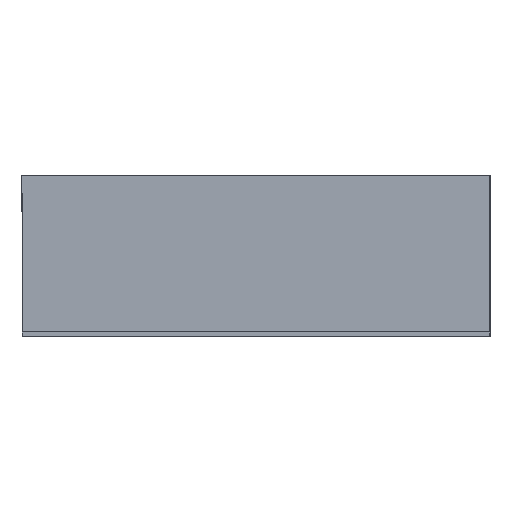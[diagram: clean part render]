
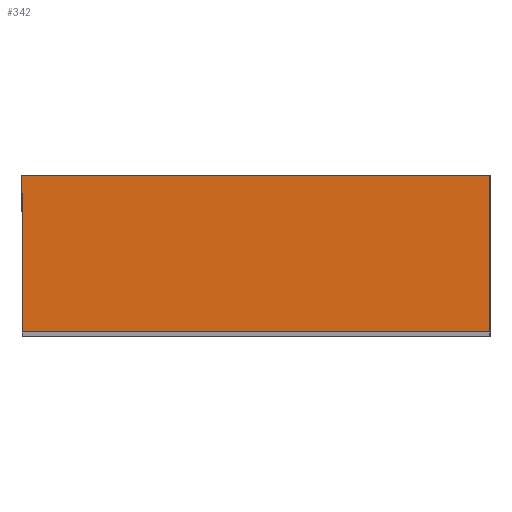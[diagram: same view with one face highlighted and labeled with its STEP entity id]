
A CAD part, front view. The second image highlights one B-rep face of the part: STEP entity #342.
In plain terms, the highlighted face is planar.
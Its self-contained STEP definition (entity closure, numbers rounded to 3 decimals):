
#41 = VERTEX_POINT ( 'NONE', #570 ) ;
#45 = CARTESIAN_POINT ( 'NONE',  ( 3., -94., 290. ) ) ;
#69 = VECTOR ( 'NONE', #401, 1000. ) ;
#71 = CARTESIAN_POINT ( 'NONE',  ( 3., 100., 290. ) ) ;
#77 = EDGE_CURVE ( 'NONE', #796, #1084, #668, .T. ) ;
#127 = VECTOR ( 'NONE', #420, 1000. ) ;
#136 = CARTESIAN_POINT ( 'NONE',  ( 3., 100., -290. ) ) ;
#137 = VERTEX_POINT ( 'NONE', #380 ) ;
#147 = CARTESIAN_POINT ( 'NONE',  ( 3., 100., 290. ) ) ;
#224 = ORIENTED_EDGE ( 'NONE', *, *, #1001, .T. ) ;
#249 = DIRECTION ( 'NONE',  ( 0., -1., 0. ) ) ;
#302 = VECTOR ( 'NONE', #824, 1000. ) ;
#342 = ADVANCED_FACE ( 'NONE', ( #573 ), #816, .T. ) ;
#380 = CARTESIAN_POINT ( 'NONE',  ( 3., -94., -290. ) ) ;
#401 = DIRECTION ( 'NONE',  ( 0., 0., 1. ) ) ;
#407 = ORIENTED_EDGE ( 'NONE', *, *, #1100, .F. ) ;
#420 = DIRECTION ( 'NONE',  ( 0., -1., 0. ) ) ;
#468 = AXIS2_PLACEMENT_3D ( 'NONE', #911, #471, #979 ) ;
#471 = DIRECTION ( 'NONE',  ( 1., 0., 0. ) ) ;
#570 = CARTESIAN_POINT ( 'NONE',  ( 3., -94., 290. ) ) ;
#573 = FACE_OUTER_BOUND ( 'NONE', #1009, .T. ) ;
#577 = LINE ( 'NONE', #662, #609 ) ;
#587 = LINE ( 'NONE', #71, #127 ) ;
#609 = VECTOR ( 'NONE', #249, 1000. ) ;
#662 = CARTESIAN_POINT ( 'NONE',  ( 3., 100., -290. ) ) ;
#668 = LINE ( 'NONE', #147, #302 ) ;
#796 = VERTEX_POINT ( 'NONE', #929 ) ;
#813 = LINE ( 'NONE', #45, #69 ) ;
#816 = PLANE ( 'NONE',  #468 ) ;
#824 = DIRECTION ( 'NONE',  ( 0., 0., -1. ) ) ;
#877 = ORIENTED_EDGE ( 'NONE', *, *, #923, .F. ) ;
#911 = CARTESIAN_POINT ( 'NONE',  ( 3., 0., 0. ) ) ;
#917 = ORIENTED_EDGE ( 'NONE', *, *, #77, .F. ) ;
#923 = EDGE_CURVE ( 'NONE', #137, #41, #813, .T. ) ;
#929 = CARTESIAN_POINT ( 'NONE',  ( 3., 100., 290. ) ) ;
#979 = DIRECTION ( 'NONE',  ( 0., 0., -1. ) ) ;
#1001 = EDGE_CURVE ( 'NONE', #796, #41, #587, .T. ) ;
#1009 = EDGE_LOOP ( 'NONE', ( #877, #407, #917, #224 ) ) ;
#1084 = VERTEX_POINT ( 'NONE', #136 ) ;
#1100 = EDGE_CURVE ( 'NONE', #1084, #137, #577, .T. ) ;
